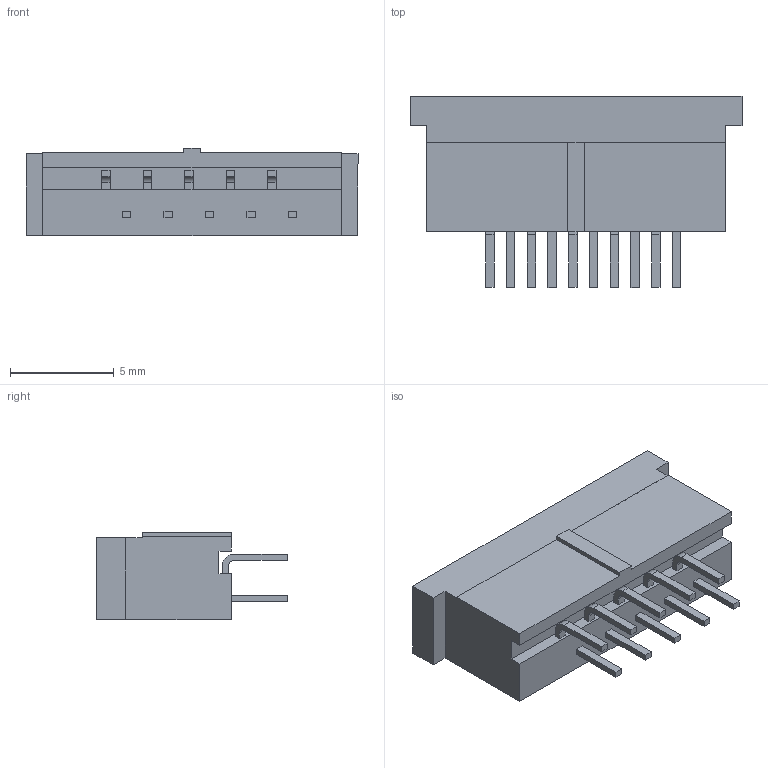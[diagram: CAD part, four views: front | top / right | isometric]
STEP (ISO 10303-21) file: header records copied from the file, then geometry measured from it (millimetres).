
FILE_DESCRIPTION (( 'STEP AP203' ), '1' );
FILE_NAME ('10FMZ-BT.STEP', '2012-03-06T06:25:22', ( ' ' ), ( ' ' ), 'SwSTEP 2.0', 'SolidWorks 2005235', '' );
FILE_SCHEMA (( 'CONFIG_CONTROL_DESIGN' ));
Length unit declared in the file: millimetre
Products named in the file (1): 10FMZ-BT
Bounding box: 16 x 9.2 x 4.2 mm (x, y, z)
Volume: 363 mm3; surface area: 435.9 mm2
Topology: 1 solids, 1 shells, 94 faces, 246 edges, 164 vertices
Faces by surface type: plane 84, cylinder 10
Entity records: 2927 total; most frequent: CARTESIAN_POINT 505, ORIENTED_EDGE 492, DIRECTION 456, EDGE_CURVE 246, LINE 226, VECTOR 226, VERTEX_POINT 164, AXIS2_PLACEMENT_3D 115
